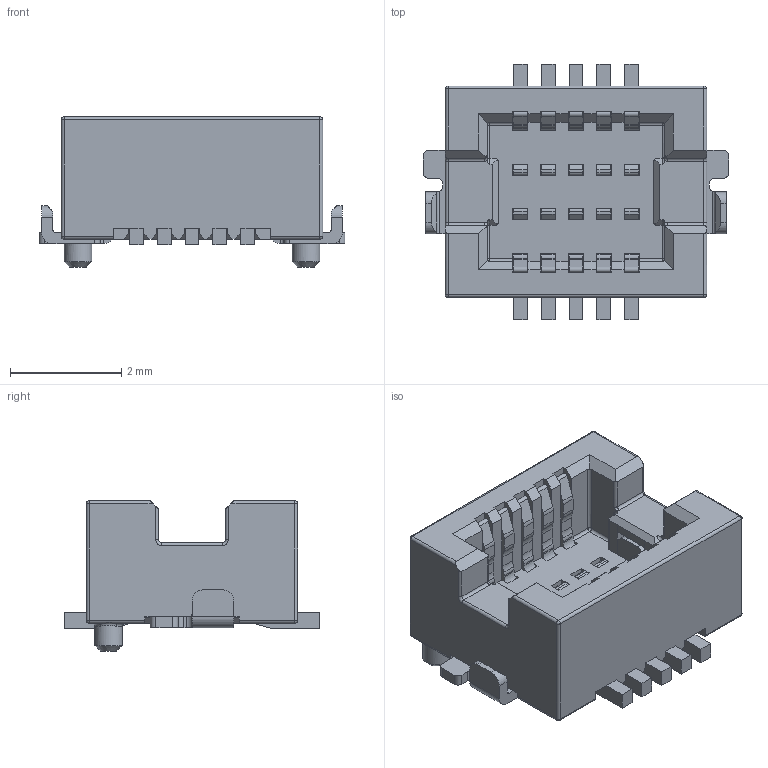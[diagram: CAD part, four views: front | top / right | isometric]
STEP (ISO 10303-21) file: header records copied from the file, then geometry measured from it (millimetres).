
FILE_DESCRIPTION(/* description */ (''),/* implementation_level */ '2;1');
FILE_NAME(/* name */ 'Amphenol ICC - 10132797-011100LF.step',/* time_stamp */ '2020-08-03T00:24:50+01:00',/* author */ (''),/* organization */ (''),/* preprocessor_version */ 'ST-DEVELOPER v18.1',/* originating_system */ 'Autodesk Translation Framework v9.3.0.1241',/* authorisation */ '');
FILE_SCHEMA (('AUTOMOTIVE_DESIGN { 1 0 10303 214 3 1 1 }'));
Length unit declared in the file: millimetre
Products named in the file (1): Amphenol ICC - 10132797-011100LF
Bounding box: 5.5 x 4.6 x 2.7 mm (x, y, z)
Volume: 26.6 mm3; surface area: 140.7 mm2
Topology: 1 solids, 1 shells, 822 faces, 2552 edges, 1608 vertices
Faces by surface type: plane 596, cylinder 200, sphere 12, torus 10, bspline 2, cone 2
Full cylindrical faces by diameter (mm): 0.5 x2
Entity records: 28718 total; most frequent: CARTESIAN_POINT 5263, ORIENTED_EDGE 5104, DIRECTION 4602, EDGE_CURVE 2552, LINE 2106, VECTOR 2106, VERTEX_POINT 1608, AXIS2_PLACEMENT_3D 1248
